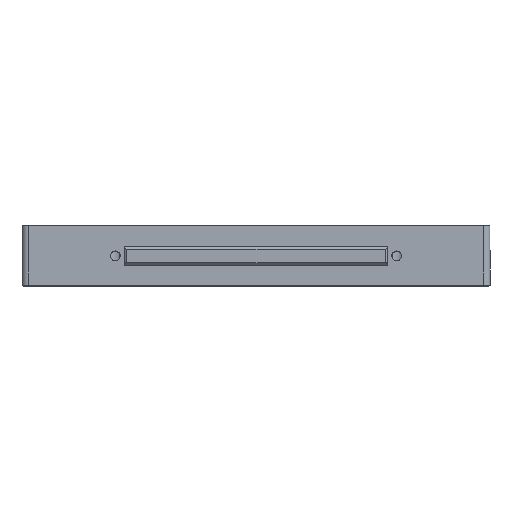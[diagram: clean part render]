
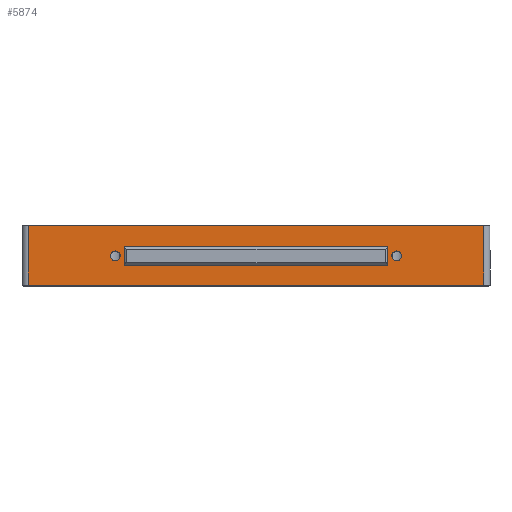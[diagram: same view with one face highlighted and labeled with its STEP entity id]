
A CAD part, top view. The second image highlights one B-rep face of the part: STEP entity #5874.
In plain terms, the highlighted planar face has unit normal (0, 0, 1).
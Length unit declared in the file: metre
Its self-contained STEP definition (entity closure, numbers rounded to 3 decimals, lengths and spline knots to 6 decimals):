
#214=CIRCLE('',#6239,0.0016);
#215=CIRCLE('',#6240,0.0016);
#480=ORIENTED_EDGE('',*,*,#2284,.T.);
#481=ORIENTED_EDGE('',*,*,#2285,.F.);
#482=ORIENTED_EDGE('',*,*,#2286,.T.);
#483=ORIENTED_EDGE('',*,*,#2287,.T.);
#484=ORIENTED_EDGE('',*,*,#2288,.T.);
#485=ORIENTED_EDGE('',*,*,#2289,.F.);
#486=ORIENTED_EDGE('',*,*,#2290,.F.);
#487=ORIENTED_EDGE('',*,*,#2291,.F.);
#488=ORIENTED_EDGE('',*,*,#2292,.T.);
#489=ORIENTED_EDGE('',*,*,#2293,.F.);
#2284=EDGE_CURVE('',#3186,#3186,#214,.T.);
#2285=EDGE_CURVE('',#3187,#3187,#215,.T.);
#2286=EDGE_CURVE('',#3188,#3189,#3738,.T.);
#2287=EDGE_CURVE('',#3189,#3190,#3739,.T.);
#2288=EDGE_CURVE('',#3190,#3191,#3740,.T.);
#2289=EDGE_CURVE('',#3188,#3191,#3741,.T.);
#2290=EDGE_CURVE('',#3192,#3193,#3742,.T.);
#2291=EDGE_CURVE('',#3194,#3192,#3743,.T.);
#2292=EDGE_CURVE('',#3194,#3195,#3744,.T.);
#2293=EDGE_CURVE('',#3193,#3195,#3745,.T.);
#3186=VERTEX_POINT('',#8672);
#3187=VERTEX_POINT('',#8674);
#3188=VERTEX_POINT('',#8676);
#3189=VERTEX_POINT('',#8677);
#3190=VERTEX_POINT('',#8679);
#3191=VERTEX_POINT('',#8681);
#3192=VERTEX_POINT('',#8684);
#3193=VERTEX_POINT('',#8685);
#3194=VERTEX_POINT('',#8687);
#3195=VERTEX_POINT('',#8689);
#3738=LINE('',#8675,#4340);
#3739=LINE('',#8678,#4341);
#3740=LINE('',#8680,#4342);
#3741=LINE('',#8682,#4343);
#3742=LINE('',#8683,#4344);
#3743=LINE('',#8686,#4345);
#3744=LINE('',#8688,#4346);
#3745=LINE('',#8690,#4347);
#4340=VECTOR('',#6860,1.);
#4341=VECTOR('',#6861,1.);
#4342=VECTOR('',#6862,1.);
#4343=VECTOR('',#6863,1.);
#4344=VECTOR('',#6864,1.);
#4345=VECTOR('',#6865,1.);
#4346=VECTOR('',#6866,1.);
#4347=VECTOR('',#6867,1.);
#4939=EDGE_LOOP('',(#480));
#4940=EDGE_LOOP('',(#481));
#4941=EDGE_LOOP('',(#482,#483,#484,#485));
#4942=EDGE_LOOP('',(#486,#487,#488,#489));
#5313=FACE_BOUND('',#4939,.T.);
#5314=FACE_BOUND('',#4940,.T.);
#5315=FACE_BOUND('',#4941,.T.);
#5316=FACE_BOUND('',#4942,.T.);
#5687=PLANE('',#6238);
#5874=ADVANCED_FACE('',(#5313,#5314,#5315,#5316),#5687,.T.);
#6238=AXIS2_PLACEMENT_3D('',#8670,#6854,#6855);
#6239=AXIS2_PLACEMENT_3D('',#8671,#6856,#6857);
#6240=AXIS2_PLACEMENT_3D('',#8673,#6858,#6859);
#6854=DIRECTION('',(0.,0.,1.));
#6855=DIRECTION('',(-1.,0.,0.));
#6856=DIRECTION('',(0.,0.,-1.));
#6857=DIRECTION('',(1.,0.,0.));
#6858=DIRECTION('',(0.,0.,1.));
#6859=DIRECTION('',(-1.,0.,0.));
#6860=DIRECTION('',(-1.,0.,0.));
#6861=DIRECTION('',(0.,1.,0.));
#6862=DIRECTION('',(1.,0.,0.));
#6863=DIRECTION('',(0.,1.,0.));
#6864=DIRECTION('',(-1.,0.,0.));
#6865=DIRECTION('',(0.,-1.,0.));
#6866=DIRECTION('',(-1.,0.,0.));
#6867=DIRECTION('',(0.,1.,0.));
#8670=CARTESIAN_POINT('',(-0.201801,0.4,-0.52));
#8671=CARTESIAN_POINT('',(-0.241001,0.39,-0.52));
#8672=CARTESIAN_POINT('',(-0.239401,0.39,-0.52));
#8673=CARTESIAN_POINT('',(-0.149,0.39,-0.52));
#8674=CARTESIAN_POINT('',(-0.1506,0.39,-0.52));
#8675=CARTESIAN_POINT('',(-0.219901,0.387,-0.52));
#8676=CARTESIAN_POINT('',(-0.152,0.387,-0.52));
#8677=CARTESIAN_POINT('',(-0.238001,0.387,-0.52));
#8678=CARTESIAN_POINT('',(-0.238001,0.3965,-0.52));
#8679=CARTESIAN_POINT('',(-0.238001,0.393,-0.52));
#8680=CARTESIAN_POINT('',(-0.185401,0.393,-0.52));
#8681=CARTESIAN_POINT('',(-0.152,0.393,-0.52));
#8682=CARTESIAN_POINT('',(-0.152,0.3965,-0.52));
#8683=CARTESIAN_POINT('',(-0.207401,0.3804,-0.52));
#8684=CARTESIAN_POINT('',(-0.1205,0.3804,-0.52));
#8685=CARTESIAN_POINT('',(-0.2695,0.3804,-0.52));
#8686=CARTESIAN_POINT('',(-0.1205,0.4,-0.52));
#8687=CARTESIAN_POINT('',(-0.1205,0.4,-0.52));
#8688=CARTESIAN_POINT('',(-0.253501,0.4,-0.52));
#8689=CARTESIAN_POINT('',(-0.2695,0.4,-0.52));
#8690=CARTESIAN_POINT('',(-0.2695,0.4,-0.52));
